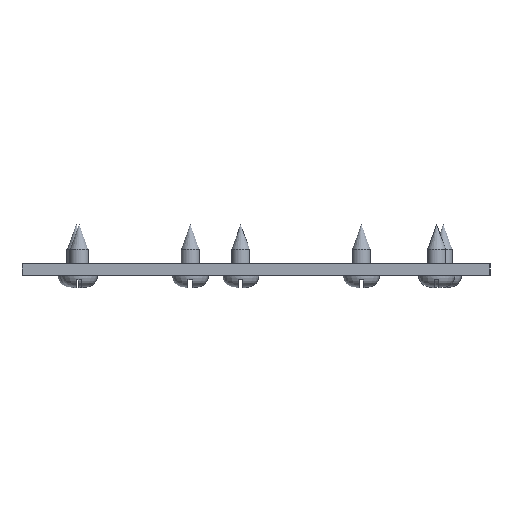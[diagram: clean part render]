
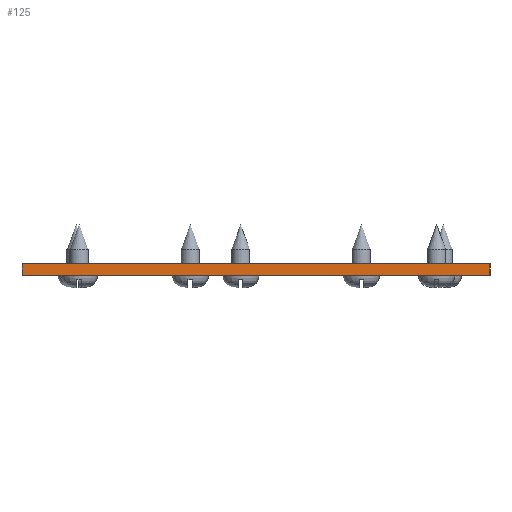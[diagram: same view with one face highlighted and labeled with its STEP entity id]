
A CAD part, left-side view. The second image highlights one B-rep face of the part: STEP entity #125.
In plain terms, the highlighted planar face has unit normal (-1, 0, 0).
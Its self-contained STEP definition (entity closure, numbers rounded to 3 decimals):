
#89 = EDGE_CURVE('',#90,#92,#94,.T.);
#90 = VERTEX_POINT('',#91);
#91 = CARTESIAN_POINT('',(93.9,-67.9,0.));
#92 = VERTEX_POINT('',#93);
#93 = CARTESIAN_POINT('',(93.9,-67.9,-1.6));
#94 = LINE('',#95,#96);
#95 = CARTESIAN_POINT('',(93.9,-67.9,0.));
#96 = VECTOR('',#97,1.);
#97 = DIRECTION('',(0.,0.,-1.));
#125 = ADVANCED_FACE('',(#126),#151,.F.);
#126 = FACE_BOUND('',#127,.F.);
#127 = EDGE_LOOP('',(#128,#138,#144,#145));
#128 = ORIENTED_EDGE('',*,*,#129,.T.);
#129 = EDGE_CURVE('',#130,#132,#134,.T.);
#130 = VERTEX_POINT('',#131);
#131 = CARTESIAN_POINT('',(93.9,-131.9,0.));
#132 = VERTEX_POINT('',#133);
#133 = CARTESIAN_POINT('',(93.9,-131.9,-1.6));
#134 = LINE('',#135,#136);
#135 = CARTESIAN_POINT('',(93.9,-131.9,0.));
#136 = VECTOR('',#137,1.);
#137 = DIRECTION('',(0.,0.,-1.));
#138 = ORIENTED_EDGE('',*,*,#139,.T.);
#139 = EDGE_CURVE('',#132,#92,#140,.T.);
#140 = LINE('',#141,#142);
#141 = CARTESIAN_POINT('',(93.9,-131.9,-1.6));
#142 = VECTOR('',#143,1.);
#143 = DIRECTION('',(0.,1.,0.));
#144 = ORIENTED_EDGE('',*,*,#89,.F.);
#145 = ORIENTED_EDGE('',*,*,#146,.F.);
#146 = EDGE_CURVE('',#130,#90,#147,.T.);
#147 = LINE('',#148,#149);
#148 = CARTESIAN_POINT('',(93.9,-131.9,0.));
#149 = VECTOR('',#150,1.);
#150 = DIRECTION('',(0.,1.,0.));
#151 = PLANE('',#152);
#152 = AXIS2_PLACEMENT_3D('',#153,#154,#155);
#153 = CARTESIAN_POINT('',(93.9,-131.9,0.));
#154 = DIRECTION('',(1.,-0.,0.));
#155 = DIRECTION('',(0.,1.,0.));
